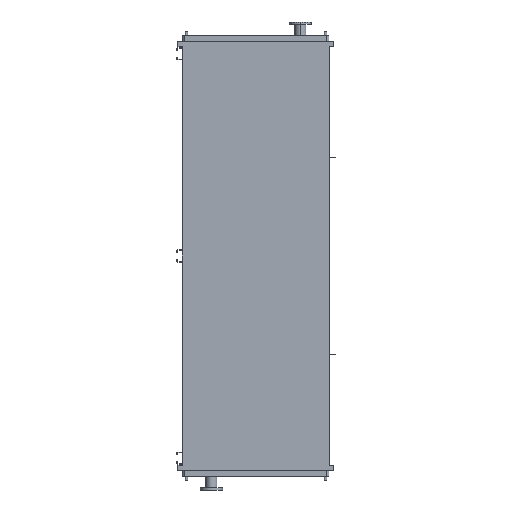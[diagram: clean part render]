
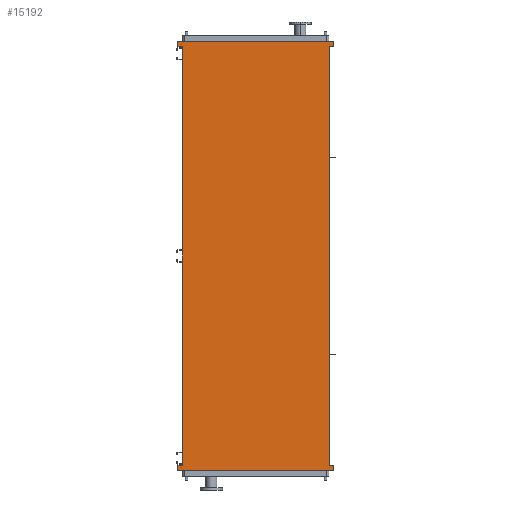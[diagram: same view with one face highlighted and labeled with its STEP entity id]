
A CAD part, front view. The second image highlights one B-rep face of the part: STEP entity #15192.
In plain terms, the highlighted planar face has unit normal (0, -1, 0).
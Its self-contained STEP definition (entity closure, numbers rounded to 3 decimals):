
#17 = LINE ( 'NONE', #5912, #9819 ) ;
#68 = ORIENTED_EDGE ( 'NONE', *, *, #3842, .F. ) ;
#174 = ORIENTED_EDGE ( 'NONE', *, *, #13710, .F. ) ;
#246 = LINE ( 'NONE', #14403, #544 ) ;
#325 = VECTOR ( 'NONE', #4076, 1000. ) ;
#462 = CARTESIAN_POINT ( 'NONE',  ( -771., 0., -4093. ) ) ;
#471 = CARTESIAN_POINT ( 'NONE',  ( -771., 0., -4093. ) ) ;
#544 = VECTOR ( 'NONE', #12023, 1000. ) ;
#679 = CARTESIAN_POINT ( 'NONE',  ( 771., 0., 43. ) ) ;
#782 = VERTEX_POINT ( 'NONE', #10679 ) ;
#882 = VERTEX_POINT ( 'NONE', #7885 ) ;
#893 = CARTESIAN_POINT ( 'NONE',  ( -771., 0., 95. ) ) ;
#922 = VECTOR ( 'NONE', #11364, 1000. ) ;
#995 = DIRECTION ( 'NONE',  ( -1., 0., 0. ) ) ;
#1225 = DIRECTION ( 'NONE',  ( 0., 0., -1. ) ) ;
#1288 = ORIENTED_EDGE ( 'NONE', *, *, #3920, .F. ) ;
#1366 = VERTEX_POINT ( 'NONE', #679 ) ;
#1543 = DIRECTION ( 'NONE',  ( 0., 0., -1. ) ) ;
#1549 = VERTEX_POINT ( 'NONE', #2575 ) ;
#1703 = DIRECTION ( 'NONE',  ( 0., 0., 1. ) ) ;
#1999 = LINE ( 'NONE', #6912, #6806 ) ;
#2251 = CARTESIAN_POINT ( 'NONE',  ( 771., 0., 95. ) ) ;
#2575 = CARTESIAN_POINT ( 'NONE',  ( -771., 0., 95. ) ) ;
#2731 = VECTOR ( 'NONE', #1543, 1000. ) ;
#3305 = EDGE_CURVE ( 'NONE', #7881, #12295, #17, .T. ) ;
#3842 = EDGE_CURVE ( 'NONE', #4824, #13057, #246, .T. ) ;
#3903 = CARTESIAN_POINT ( 'NONE',  ( 725., 0., -4093. ) ) ;
#3920 = EDGE_CURVE ( 'NONE', #882, #1366, #9786, .T. ) ;
#4029 = ORIENTED_EDGE ( 'NONE', *, *, #13234, .F. ) ;
#4076 = DIRECTION ( 'NONE',  ( -1., 0., 0. ) ) ;
#4262 = LINE ( 'NONE', #2251, #922 ) ;
#4393 = AXIS2_PLACEMENT_3D ( 'NONE', #9378, #7129, #1225 ) ;
#4533 = DIRECTION ( 'NONE',  ( -1., 0., 0. ) ) ;
#4598 = LINE ( 'NONE', #6825, #9012 ) ;
#4824 = VERTEX_POINT ( 'NONE', #7565 ) ;
#4996 = DIRECTION ( 'NONE',  ( 1., 0., 0. ) ) ;
#5158 = LINE ( 'NONE', #9876, #325 ) ;
#5237 = EDGE_CURVE ( 'NONE', #8020, #12690, #5158, .T. ) ;
#5298 = LINE ( 'NONE', #471, #14849 ) ;
#5912 = CARTESIAN_POINT ( 'NONE',  ( 725., 0., -4093. ) ) ;
#6415 = VERTEX_POINT ( 'NONE', #15026 ) ;
#6706 = ORIENTED_EDGE ( 'NONE', *, *, #3305, .F. ) ;
#6719 = EDGE_CURVE ( 'NONE', #7949, #4824, #5298, .T. ) ;
#6806 = VECTOR ( 'NONE', #4533, 1000. ) ;
#6825 = CARTESIAN_POINT ( 'NONE',  ( -771., 0., 43. ) ) ;
#6912 = CARTESIAN_POINT ( 'NONE',  ( 725., 0., 43. ) ) ;
#7045 = CARTESIAN_POINT ( 'NONE',  ( -771., 0., -4145. ) ) ;
#7129 = DIRECTION ( 'NONE',  ( 0., -1., 0. ) ) ;
#7302 = CARTESIAN_POINT ( 'NONE',  ( 771., 0., 43. ) ) ;
#7500 = EDGE_CURVE ( 'NONE', #7881, #782, #10953, .T. ) ;
#7565 = CARTESIAN_POINT ( 'NONE',  ( -725., 0., -4093. ) ) ;
#7581 = ORIENTED_EDGE ( 'NONE', *, *, #9986, .F. ) ;
#7881 = VERTEX_POINT ( 'NONE', #3903 ) ;
#7885 = CARTESIAN_POINT ( 'NONE',  ( 771., 0., 95. ) ) ;
#7949 = VERTEX_POINT ( 'NONE', #462 ) ;
#8020 = VERTEX_POINT ( 'NONE', #14850 ) ;
#8525 = ORIENTED_EDGE ( 'NONE', *, *, #14130, .F. ) ;
#8596 = ORIENTED_EDGE ( 'NONE', *, *, #6719, .F. ) ;
#8774 = DIRECTION ( 'NONE',  ( 1., 0., 0. ) ) ;
#9012 = VECTOR ( 'NONE', #995, 1000. ) ;
#9078 = DIRECTION ( 'NONE',  ( 0., 0., -1. ) ) ;
#9209 = CARTESIAN_POINT ( 'NONE',  ( 771., 0., -4093. ) ) ;
#9350 = EDGE_CURVE ( 'NONE', #12690, #7949, #9605, .T. ) ;
#9373 = DIRECTION ( 'NONE',  ( 0., 0., 1. ) ) ;
#9378 = CARTESIAN_POINT ( 'NONE',  ( -725., 0., -4050. ) ) ;
#9605 = LINE ( 'NONE', #7045, #14370 ) ;
#9786 = LINE ( 'NONE', #7302, #2731 ) ;
#9819 = VECTOR ( 'NONE', #4996, 1000. ) ;
#9876 = CARTESIAN_POINT ( 'NONE',  ( 771., 0., -4145. ) ) ;
#9986 = EDGE_CURVE ( 'NONE', #6415, #1549, #14768, .T. ) ;
#10569 = CARTESIAN_POINT ( 'NONE',  ( -771., 0., -4145. ) ) ;
#10679 = CARTESIAN_POINT ( 'NONE',  ( 725., 0., 43. ) ) ;
#10953 = LINE ( 'NONE', #14647, #12660 ) ;
#11010 = ORIENTED_EDGE ( 'NONE', *, *, #9350, .F. ) ;
#11067 = ORIENTED_EDGE ( 'NONE', *, *, #11971, .F. ) ;
#11364 = DIRECTION ( 'NONE',  ( 1., 0., 0. ) ) ;
#11437 = ORIENTED_EDGE ( 'NONE', *, *, #5237, .F. ) ;
#11776 = PLANE ( 'NONE',  #4393 ) ;
#11971 = EDGE_CURVE ( 'NONE', #13057, #6415, #4598, .T. ) ;
#12023 = DIRECTION ( 'NONE',  ( 0., 0., 1. ) ) ;
#12295 = VERTEX_POINT ( 'NONE', #9209 ) ;
#12299 = CARTESIAN_POINT ( 'NONE',  ( -725., 0., 43. ) ) ;
#12660 = VECTOR ( 'NONE', #1703, 1000. ) ;
#12671 = DIRECTION ( 'NONE',  ( 0., 0., 1. ) ) ;
#12690 = VERTEX_POINT ( 'NONE', #10569 ) ;
#12812 = EDGE_LOOP ( 'NONE', ( #14139, #174, #1288, #4029, #7581, #11067, #68, #8596, #11010, #11437, #8525, #6706 ) ) ;
#13057 = VERTEX_POINT ( 'NONE', #12299 ) ;
#13234 = EDGE_CURVE ( 'NONE', #1549, #882, #4262, .T. ) ;
#13401 = VECTOR ( 'NONE', #12671, 1000. ) ;
#13553 = LINE ( 'NONE', #14932, #14216 ) ;
#13710 = EDGE_CURVE ( 'NONE', #1366, #782, #1999, .T. ) ;
#14072 = FACE_OUTER_BOUND ( 'NONE', #12812, .T. ) ;
#14130 = EDGE_CURVE ( 'NONE', #12295, #8020, #13553, .T. ) ;
#14139 = ORIENTED_EDGE ( 'NONE', *, *, #7500, .T. ) ;
#14216 = VECTOR ( 'NONE', #9078, 1000. ) ;
#14370 = VECTOR ( 'NONE', #9373, 1000. ) ;
#14403 = CARTESIAN_POINT ( 'NONE',  ( -725., 0., -4050. ) ) ;
#14647 = CARTESIAN_POINT ( 'NONE',  ( 725., 0., -4050. ) ) ;
#14768 = LINE ( 'NONE', #893, #13401 ) ;
#14849 = VECTOR ( 'NONE', #8774, 1000. ) ;
#14850 = CARTESIAN_POINT ( 'NONE',  ( 771., 0., -4145. ) ) ;
#14932 = CARTESIAN_POINT ( 'NONE',  ( 771., 0., -4093. ) ) ;
#15026 = CARTESIAN_POINT ( 'NONE',  ( -771., 0., 43. ) ) ;
#15192 = ADVANCED_FACE ( 'NONE', ( #14072 ), #11776, .T. ) ;
